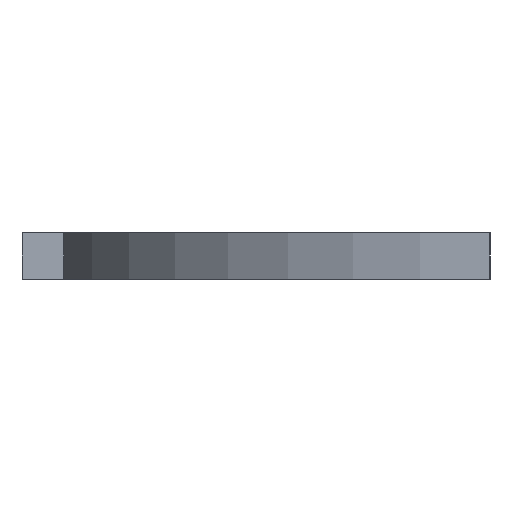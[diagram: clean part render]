
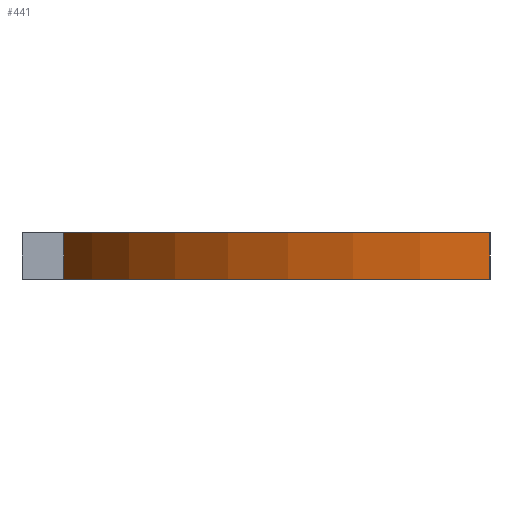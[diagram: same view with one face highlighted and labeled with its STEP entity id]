
A CAD part, left-side view. The second image highlights one B-rep face of the part: STEP entity #441.
In plain terms, the highlighted cylindrical face has radius 385 mm (diameter 770 mm), a partial arc.
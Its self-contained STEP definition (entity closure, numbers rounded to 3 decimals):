
#53=FACE_OUTER_BOUND('',#83,.T.);
#83=EDGE_LOOP('',(#353,#354,#355,#356));
#119=LINE('',#716,#155);
#120=LINE('',#722,#156);
#155=VECTOR('',#591,10.);
#156=VECTOR('',#598,10.);
#191=CIRCLE('',#496,385.);
#192=CIRCLE('',#497,385.);
#221=VERTEX_POINT('',#712);
#222=VERTEX_POINT('',#714);
#223=VERTEX_POINT('',#718);
#224=VERTEX_POINT('',#720);
#273=EDGE_CURVE('',#221,#222,#119,.T.);
#274=EDGE_CURVE('',#223,#221,#191,.T.);
#275=EDGE_CURVE('',#224,#222,#192,.T.);
#276=EDGE_CURVE('',#223,#224,#120,.T.);
#353=ORIENTED_EDGE('',*,*,#274,.T.);
#354=ORIENTED_EDGE('',*,*,#273,.T.);
#355=ORIENTED_EDGE('',*,*,#275,.F.);
#356=ORIENTED_EDGE('',*,*,#276,.F.);
#426=CYLINDRICAL_SURFACE('',#495,385.);
#441=ADVANCED_FACE('',(#53),#426,.T.);
#495=AXIS2_PLACEMENT_3D('',#717,#592,#593);
#496=AXIS2_PLACEMENT_3D('',#719,#594,#595);
#497=AXIS2_PLACEMENT_3D('',#721,#596,#597);
#591=DIRECTION('',(0.,0.,1.));
#592=DIRECTION('center_axis',(0.,0.,1.));
#593=DIRECTION('ref_axis',(1.,0.,0.));
#594=DIRECTION('center_axis',(0.,0.,1.));
#595=DIRECTION('ref_axis',(1.,0.,0.));
#596=DIRECTION('center_axis',(0.,0.,1.));
#597=DIRECTION('ref_axis',(1.,0.,0.));
#598=DIRECTION('',(0.,0.,1.));
#712=CARTESIAN_POINT('',(-385.,0.,0.));
#714=CARTESIAN_POINT('',(-385.,0.,40.));
#716=CARTESIAN_POINT('',(-385.,0.,0.));
#717=CARTESIAN_POINT('Origin',(0.,0.,0.));
#718=CARTESIAN_POINT('',(-125.,364.143,0.));
#719=CARTESIAN_POINT('Origin',(0.,0.,0.));
#720=CARTESIAN_POINT('',(-125.,364.143,40.));
#721=CARTESIAN_POINT('Origin',(0.,0.,40.));
#722=CARTESIAN_POINT('',(-125.,364.143,0.));
